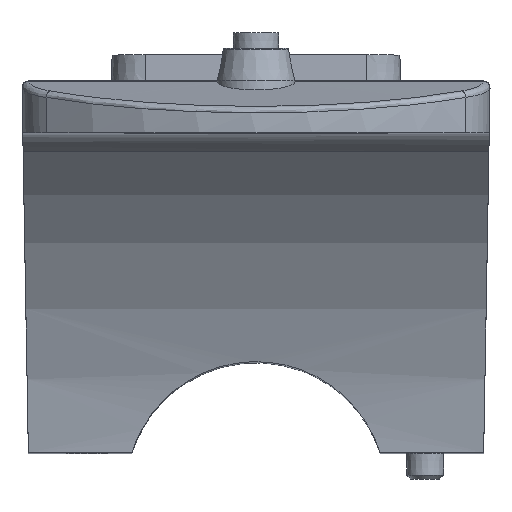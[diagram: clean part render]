
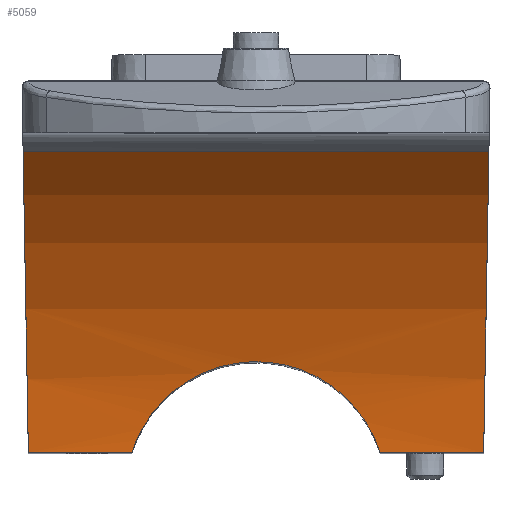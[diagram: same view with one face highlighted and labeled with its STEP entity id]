
A CAD part, top view. The second image highlights one B-rep face of the part: STEP entity #5059.
In plain terms, the highlighted cylindrical face has radius 35 mm (diameter 70 mm), a partial arc.
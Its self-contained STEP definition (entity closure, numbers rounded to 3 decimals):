
#109=ELLIPSE('',#5285,35.005,35.);
#115=ELLIPSE('',#5338,35.005,35.);
#262=B_SPLINE_CURVE_WITH_KNOTS('',3,(#11376,#11377,#11378,#11379,#11380,
#11381,#11382,#11383,#11384,#11385,#11386,#11387,#11388,#11389,#11390,#11391,
#11392,#11393),.UNSPECIFIED.,.F.,.F.,(4,2,2,2,2,2,2,2,4),(1.813,
1.897,2.275,2.653,3.032,3.411,
3.79,4.168,4.252),.UNSPECIFIED.);
#324=CYLINDRICAL_SURFACE('',#5537,35.);
#531=FACE_OUTER_BOUND('',#841,.T.);
#841=EDGE_LOOP('',(#3983,#3984,#3985,#3986,#3987,#3988));
#1212=LINE('',#11461,#1552);
#1213=LINE('',#11471,#1553);
#1214=LINE('',#11472,#1554);
#1552=VECTOR('',#6586,7.961);
#1553=VECTOR('',#6597,35.806);
#1554=VECTOR('',#6598,7.961);
#2032=VERTEX_POINT('',#7780);
#2033=VERTEX_POINT('',#7782);
#2099=VERTEX_POINT('',#9284);
#2100=VERTEX_POINT('',#9286);
#2287=VERTEX_POINT('',#11373);
#2288=VERTEX_POINT('',#11375);
#2538=EDGE_CURVE('',#2032,#2033,#109,.T.);
#2628=EDGE_CURVE('',#2100,#2099,#115,.T.);
#2888=EDGE_CURVE('',#2287,#2288,#262,.T.);
#2921=EDGE_CURVE('',#2100,#2287,#1212,.T.);
#2926=EDGE_CURVE('',#2033,#2099,#1213,.T.);
#2927=EDGE_CURVE('',#2288,#2032,#1214,.T.);
#3983=ORIENTED_EDGE('',*,*,#2926,.F.);
#3984=ORIENTED_EDGE('',*,*,#2538,.F.);
#3985=ORIENTED_EDGE('',*,*,#2927,.F.);
#3986=ORIENTED_EDGE('',*,*,#2888,.F.);
#3987=ORIENTED_EDGE('',*,*,#2921,.F.);
#3988=ORIENTED_EDGE('',*,*,#2628,.T.);
#5059=ADVANCED_FACE('',(#531),#324,.F.);
#5285=AXIS2_PLACEMENT_3D('',#7783,#5935,#5936);
#5338=AXIS2_PLACEMENT_3D('',#9287,#6064,#6065);
#5537=AXIS2_PLACEMENT_3D('',#11470,#6595,#6596);
#5935=DIRECTION('center_axis',(1.,0.017,0.));
#5936=DIRECTION('ref_axis',(0.017,-1.,0.));
#6064=DIRECTION('center_axis',(1.,-0.017,0.));
#6065=DIRECTION('ref_axis',(-0.017,-1.,0.));
#6586=DIRECTION('',(-1.,0.,0.));
#6595=DIRECTION('center_axis',(1.,0.,0.));
#6596=DIRECTION('ref_axis',(0.,-1.,0.));
#6597=DIRECTION('',(1.,0.,0.));
#6598=DIRECTION('',(-1.,0.,0.));
#7780=CARTESIAN_POINT('',(-17.5,-19.5,79.8));
#7782=CARTESIAN_POINT('',(-17.903,3.602,90.459));
#7783=CARTESIAN_POINT('Origin',(-17.463,-21.609,114.736));
#9284=CARTESIAN_POINT('',(17.903,3.602,90.459));
#9286=CARTESIAN_POINT('',(17.5,-19.5,79.8));
#9287=CARTESIAN_POINT('Origin',(17.463,-21.609,114.736));
#11373=CARTESIAN_POINT('',(9.539,-19.5,79.8));
#11375=CARTESIAN_POINT('',(-9.539,-19.5,79.8));
#11376=CARTESIAN_POINT('Ctrl Pts',(9.539,-19.5,79.8));
#11377=CARTESIAN_POINT('Ctrl Pts',(9.451,-19.219,79.817));
#11378=CARTESIAN_POINT('Ctrl Pts',(9.35,-18.941,79.837));
#11379=CARTESIAN_POINT('Ctrl Pts',(8.727,-17.439,79.964));
#11380=CARTESIAN_POINT('Ctrl Pts',(7.959,-16.318,80.127));
#11381=CARTESIAN_POINT('Ctrl Pts',(6.19,-14.547,80.444));
#11382=CARTESIAN_POINT('Ctrl Pts',(5.069,-13.777,80.62));
#11383=CARTESIAN_POINT('Ctrl Pts',(2.606,-12.754,80.871));
#11384=CARTESIAN_POINT('Ctrl Pts',(1.263,-12.5,80.943));
#11385=CARTESIAN_POINT('Ctrl Pts',(-1.263,-12.5,80.943));
#11386=CARTESIAN_POINT('Ctrl Pts',(-2.606,-12.754,
80.871));
#11387=CARTESIAN_POINT('Ctrl Pts',(-5.069,-13.777,
80.62));
#11388=CARTESIAN_POINT('Ctrl Pts',(-6.19,-14.547,
80.444));
#11389=CARTESIAN_POINT('Ctrl Pts',(-7.959,-16.318,
80.127));
#11390=CARTESIAN_POINT('Ctrl Pts',(-8.727,-17.439,
79.964));
#11391=CARTESIAN_POINT('Ctrl Pts',(-9.35,-18.941,
79.837));
#11392=CARTESIAN_POINT('Ctrl Pts',(-9.451,-19.219,79.817));
#11393=CARTESIAN_POINT('Ctrl Pts',(-9.539,-19.5,
79.8));
#11461=CARTESIAN_POINT('',(17.5,-19.5,79.8));
#11470=CARTESIAN_POINT('Origin',(-17.5,-21.609,114.736));
#11471=CARTESIAN_POINT('',(-17.903,3.602,90.459));
#11472=CARTESIAN_POINT('',(-9.539,-19.5,79.8));
